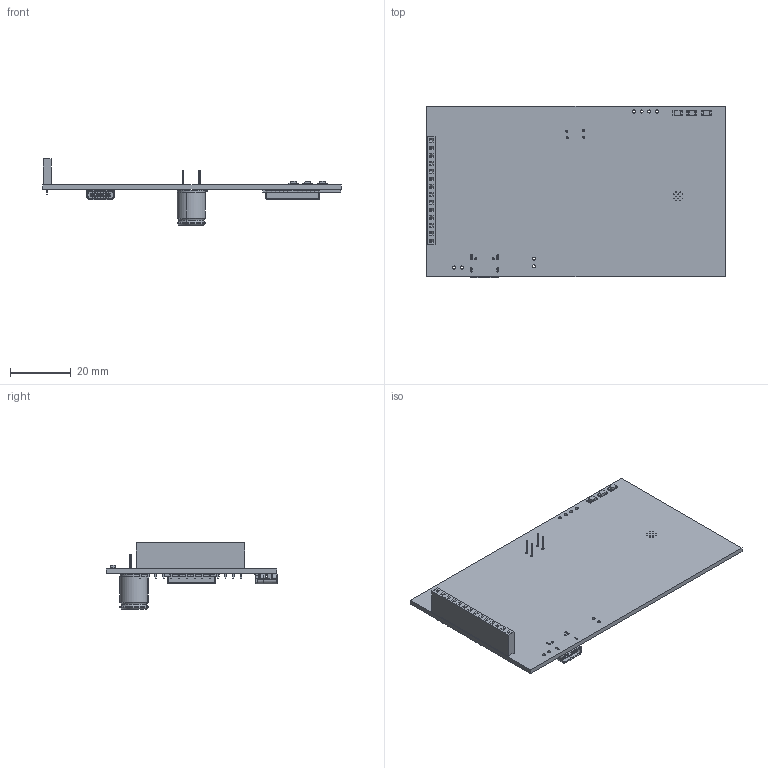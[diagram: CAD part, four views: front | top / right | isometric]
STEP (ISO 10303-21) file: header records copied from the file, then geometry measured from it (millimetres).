
FILE_DESCRIPTION(('KiCad electronic assembly'),'2;1');
FILE_NAME('thermal-pcb.step','2025-06-04T22:56:33',('Pcbnew'),('Kicad'), 'Open CASCADE STEP processor 7.8','KiCad to STEP converter','Unknown' );
FILE_SCHEMA(('AUTOMOTIVE_DESIGN { 1 0 10303 214 1 1 1 1 }'));
Length unit declared in the file: millimetre
Products named in the file (7): thermal-pcb 1; LED_1206_3216Metric; PinSocket_1x14_P2.54mm_Vertical; ESP32-S3-WROOM-1; MLX90640ESF-BAB-000-SP; USB_C_Receptacle_GCT_USB4105-xx-A_16P_TopMnt_Horizontal; thermal-pcb_PCB
Assembly tree (8 placements, depth 2):
  thermal-pcb 1
    LED_1206_3216Metric  x3
    PinSocket_1x14_P2.54mm_Vertical
    ESP32-S3-WROOM-1
    MLX90640ESF-BAB-000-SP
    USB_C_Receptacle_GCT_USB4105-xx-A_16P_TopMnt_Horizontal
    thermal-pcb_PCB
Bounding box: 98 x 56.3 x 21.83 mm (x, y, z)
Volume: 10801.3 mm3; surface area: 16173.2 mm2
Topology: 102 solids, 102 shells, 2590 faces, 6321 edges, 3966 vertices
Faces by surface type: plane 2221, cylinder 340, cone 18, sphere 4, torus 4, bspline 3
Full cylindrical faces by diameter (mm): 0.2 x12, 0.5 x3, 0.65 x2, 0.7 x4, 1 x22
Entity records: 90942 total; most frequent: CARTESIAN_POINT 13172, ORIENTED_EDGE 12102, DIRECTION 11670, EDGE_CURVE 6051, LINE 5354, VECTOR 5354, VERTEX_POINT 3794, AXIS2_PLACEMENT_3D 3158
